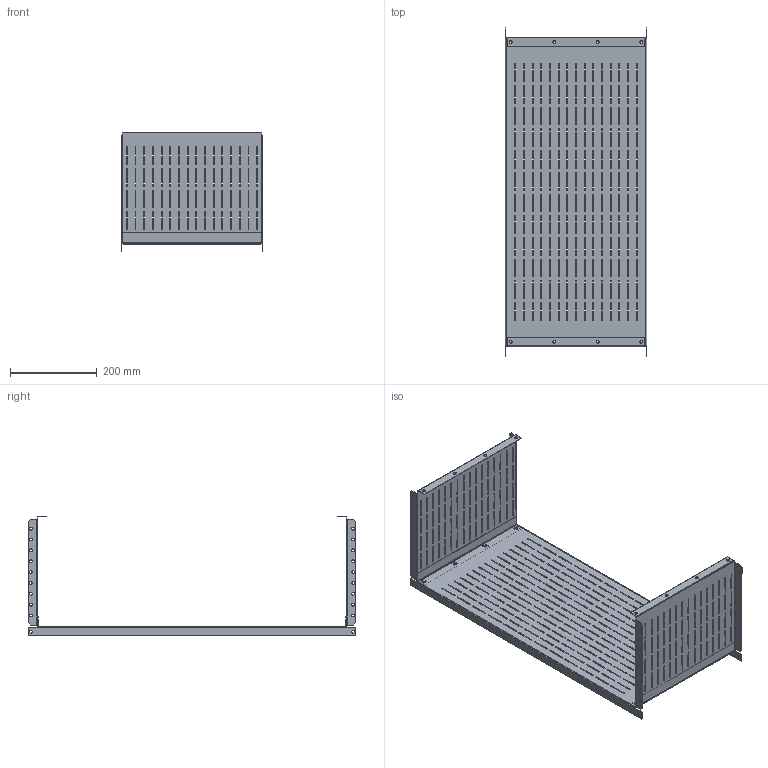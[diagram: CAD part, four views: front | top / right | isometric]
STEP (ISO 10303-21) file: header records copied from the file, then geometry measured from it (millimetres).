
FILE_DESCRIPTION (( 'STEP AP214' ), '1' );
FILE_NAME ('ÌÈ-2545.00.00.000 Ïåðåãîðîäêè äëÿ ñáîðêè ãîðèç. øèí Ø400 Ã800 FORT PROxima.STEP', '2023-03-23T13:41:53', ( '' ), ( '' ), 'SwSTEP 2.0', 'SolidWorks 2021', '' );
FILE_SCHEMA (( 'AUTOMOTIVE_DESIGN' ));
Length unit declared in the file: millimetre
Products named in the file (3): ÌÈ-2545.00.00.000 Ïåðåãîðîäêè äëÿ ñáîðêè ãîðèç. øèí Ø400 Ã800 FORT PROxima; ÌÈ-2545.01.00.002 Ýêðàí; ÌÈ-2545.01.00.001 Ïåðåãîðîäêà
Assembly tree (3 placements, depth 2):
  ÌÈ-2545.00.00.000 Ïåðåãîðîäêè äëÿ ñáîðêè ãîðèç. øèí Ø400 Ã800 FORT PROxima
    ÌÈ-2545.01.00.001 Ïåðåãîðîäêà
    ÌÈ-2545.01.00.002 Ýêðàí  x2
Bounding box: 326 x 755 x 276 mm (x, y, z)
Volume: 460949.9 mm3; surface area: 954905.6 mm2
Topology: 3 solids, 3 shells, 1518 faces, 4440 edges, 2928 vertices
Faces by surface type: plane 1382, cylinder 136
Entity records: 39014 total; most frequent: CARTESIAN_POINT 6818, ORIENTED_EDGE 6808, DIRECTION 5888, EDGE_CURVE 3404, VECTOR 3252, LINE 3252, VERTEX_POINT 2248, EDGE_LOOP 1724
